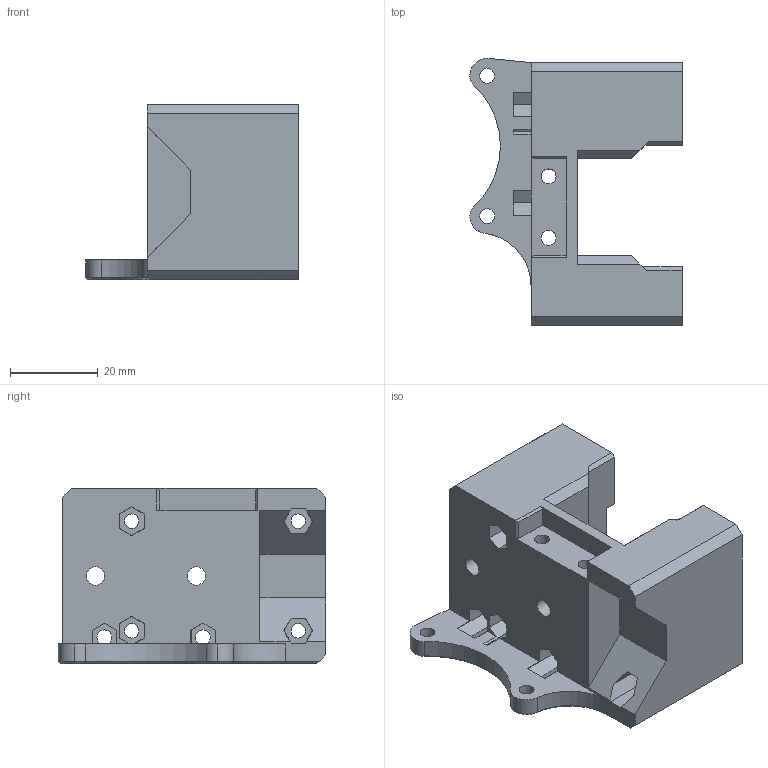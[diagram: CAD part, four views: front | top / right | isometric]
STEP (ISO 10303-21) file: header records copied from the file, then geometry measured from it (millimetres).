
FILE_DESCRIPTION(/* description */ ('DefaultCarriage_carbon_J4'),/* implementation_level */ '2;1');
FILE_NAME(/* name */ 'x-carriage_R.stp',/* time_stamp */ '2024-01-18T11:33:29+01:00',/* author */ ('Mikuláček'),/* organization */ (''),/* preprocessor_version */ 'ST-DEVELOPER v19.2',/* originating_system */ 'Autodesk Inventor 2023',/* authorisation */ '');
FILE_SCHEMA (('AUTOMOTIVE_DESIGN { 1 0 10303 214 3 1 1 }'));
Length unit declared in the file: millimetre
Products named in the file (1): x-carriage
Bounding box: 48.49 x 60.99 x 40 mm (x, y, z)
Volume: 47997.7 mm3; surface area: 17905.8 mm2
Topology: 1 solids, 1 shells, 250 faces, 668 edges, 424 vertices
Faces by surface type: plane 215, cylinder 20, cone 8, bspline 7
Full cylindrical faces by diameter (mm): 3.3 x4, 3.4 x6, 4.2 x2, 6 x1
Entity records: 7748 total; most frequent: CARTESIAN_POINT 1434, ORIENTED_EDGE 1336, DIRECTION 1198, EDGE_CURVE 668, LINE 598, VECTOR 598, VERTEX_POINT 423, AXIS2_PLACEMENT_3D 300
